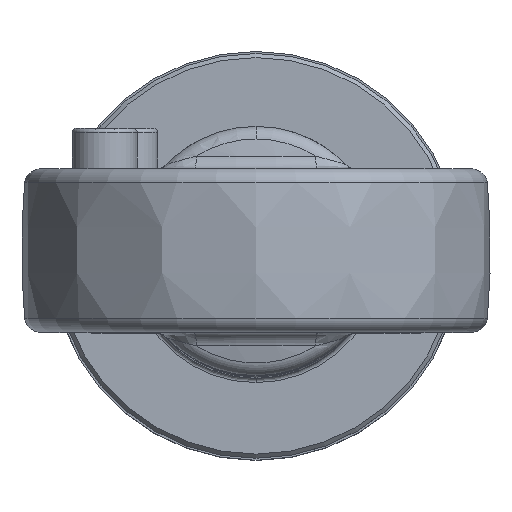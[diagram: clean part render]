
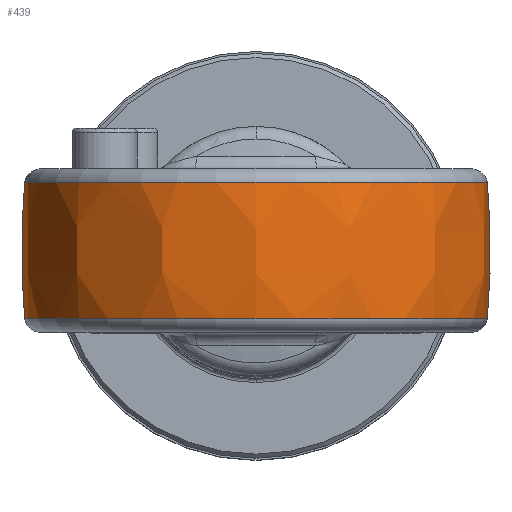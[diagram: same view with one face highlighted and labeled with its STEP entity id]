
A CAD part, top view. The second image highlights one B-rep face of the part: STEP entity #439.
In plain terms, the highlighted free-form (B-spline) face has degree [3, 3] with [4, 7] control points.
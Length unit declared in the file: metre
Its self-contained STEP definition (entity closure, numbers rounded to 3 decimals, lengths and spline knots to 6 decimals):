
#439 = ADVANCED_FACE( 'NONE', ( #1096 ), #1097, .T. );
#1096 = FACE_OUTER_BOUND( '', #2218, .T. );
#1097 = ( BOUNDED_SURFACE(  )B_SPLINE_SURFACE( 3, 3, ( ( #2221, #2222, #2223, #2224, #2225, #2226, #2227 ), ( #2228, #2229, #2230, #2231, #2232, #2233, #2234 ), ( #2235, #2236, #2237, #2238, #2239, #2240, #2241 ), ( #2242, #2243, #2244, #2245, #2246, #2247, #2248 ) ), .UNSPECIFIED., .F., .F., .F. )B_SPLINE_SURFACE_WITH_KNOTS( ( 4, 4 ), ( 4, 3, 4 ), ( 2.99673, 6.428048 ), ( -0.167448, 0., 0.167448 ), .UNSPECIFIED. )GEOMETRIC_REPRESENTATION_ITEM(  )RATIONAL_B_SPLINE_SURFACE( ( ( 1., 0.769, 0.769, 1., 0.769, 0.769, 1. ), ( 0.991, 0.762, 0.762, 0.991, 0.762, 0.762, 0.991 ), ( 0.991, 0.762, 0.762, 0.991, 0.762, 0.762, 0.991 ), ( 1., 0.769, 0.769, 1., 0.769, 0.769, 1. ) ) )REPRESENTATION_ITEM( '' )SURFACE(  ) );
#2218 = EDGE_LOOP( '', ( #3782, #3783, #3784, #3785, #3786, #3787, #3788, #3789 ) );
#2221 = CARTESIAN_POINT( '', ( -0.011202, 0.003333, -0.001634 ) );
#2222 = CARTESIAN_POINT( '', ( -0.012273, 0.003333, 0.005708 ) );
#2223 = CARTESIAN_POINT( '', ( -0.00742, 0.003333, 0.01132 ) );
#2224 = CARTESIAN_POINT( '', ( 0., 0.003333, 0.01132 ) );
#2225 = CARTESIAN_POINT( '', ( 0.00742, 0.003333, 0.01132 ) );
#2226 = CARTESIAN_POINT( '', ( 0.012273, 0.003333, 0.005708 ) );
#2227 = CARTESIAN_POINT( '', ( 0.011202, 0.003333, -0.001634 ) );
#2228 = CARTESIAN_POINT( '', ( -0.011572, 0.001122, -0.001688 ) );
#2229 = CARTESIAN_POINT( '', ( -0.012678, 0.001122, 0.005896 ) );
#2230 = CARTESIAN_POINT( '', ( -0.007665, 0.001122, 0.011694 ) );
#2231 = CARTESIAN_POINT( '', ( 0., 0.001122, 0.011694 ) );
#2232 = CARTESIAN_POINT( '', ( 0.007665, 0.001122, 0.011694 ) );
#2233 = CARTESIAN_POINT( '', ( 0.012678, 0.001122, 0.005896 ) );
#2234 = CARTESIAN_POINT( '', ( 0.011572, 0.001122, -0.001688 ) );
#2235 = CARTESIAN_POINT( '', ( -0.011572, -0.001122, -0.001688 ) );
#2236 = CARTESIAN_POINT( '', ( -0.012678, -0.001122, 0.005896 ) );
#2237 = CARTESIAN_POINT( '', ( -0.007665, -0.001122, 0.011694 ) );
#2238 = CARTESIAN_POINT( '', ( 0., -0.001122, 0.011694 ) );
#2239 = CARTESIAN_POINT( '', ( 0.007665, -0.001122, 0.011694 ) );
#2240 = CARTESIAN_POINT( '', ( 0.012678, -0.001122, 0.005896 ) );
#2241 = CARTESIAN_POINT( '', ( 0.011572, -0.001122, -0.001688 ) );
#2242 = CARTESIAN_POINT( '', ( -0.011202, -0.003333, -0.001634 ) );
#2243 = CARTESIAN_POINT( '', ( -0.012273, -0.003333, 0.005708 ) );
#2244 = CARTESIAN_POINT( '', ( -0.00742, -0.003333, 0.01132 ) );
#2245 = CARTESIAN_POINT( '', ( 0., -0.003333, 0.01132 ) );
#2246 = CARTESIAN_POINT( '', ( 0.00742, -0.003333, 0.01132 ) );
#2247 = CARTESIAN_POINT( '', ( 0.012273, -0.003333, 0.005708 ) );
#2248 = CARTESIAN_POINT( '', ( 0.011202, -0.003333, -0.001634 ) );
#3782 = ORIENTED_EDGE( '', *, *, #5715, .T. );
#3783 = ORIENTED_EDGE( '', *, *, #5716, .T. );
#3784 = ORIENTED_EDGE( '', *, *, #5717, .T. );
#3785 = ORIENTED_EDGE( '', *, *, #5686, .T. );
#3786 = ORIENTED_EDGE( '', *, *, #5718, .T. );
#3787 = ORIENTED_EDGE( '', *, *, #5719, .T. );
#3788 = ORIENTED_EDGE( '', *, *, #5720, .T. );
#3789 = ORIENTED_EDGE( '', *, *, #5721, .T. );
#5686 = EDGE_CURVE( 'NONE', #6744, #6742, #6745, .T. );
#5715 = EDGE_CURVE( 'NONE', #6786, #6787, #6788, .T. );
#5716 = EDGE_CURVE( 'NONE', #6787, #6789, #6790, .T. );
#5717 = EDGE_CURVE( 'NONE', #6789, #6744, #6791, .T. );
#5718 = EDGE_CURVE( 'NONE', #6742, #6792, #6793, .T. );
#5719 = EDGE_CURVE( 'NONE', #6792, #6794, #6795, .T. );
#5720 = EDGE_CURVE( 'NONE', #6794, #6796, #6797, .T. );
#5721 = EDGE_CURVE( 'NONE', #6796, #6786, #6798, .T. );
#6742 = VERTEX_POINT( 'NONE', #8653 );
#6744 = VERTEX_POINT( 'NONE', #8655 );
#6745 = CIRCLE( '', #8656, 0.01132 );
#6786 = VERTEX_POINT( 'NONE', #8699 );
#6787 = VERTEX_POINT( 'NONE', #8700 );
#6788 = CIRCLE( '', #8701, 0.01132 );
#6789 = VERTEX_POINT( 'NONE', #8702 );
#6790 = CIRCLE( '', #8703, 0.01132 );
#6791 = CIRCLE( '', #8704, 0.02 );
#6792 = VERTEX_POINT( 'NONE', #8705 );
#6793 = CIRCLE( '', #8706, 0.01132 );
#6794 = VERTEX_POINT( 'NONE', #8707 );
#6795 = CIRCLE( '', #8708, 0.01132 );
#6796 = VERTEX_POINT( 'NONE', #8709 );
#6797 = CIRCLE( '', #8710, 0.02 );
#6798 = CIRCLE( '', #8711, 0.01132 );
#8653 = CARTESIAN_POINT( '', ( 0.01132, 0.003333, 0. ) );
#8655 = CARTESIAN_POINT( '', ( 0.011202, 0.003333, -0.001634 ) );
#8656 = AXIS2_PLACEMENT_3D( '', #10462, #10463, #10464 );
#8699 = CARTESIAN_POINT( '', ( -0.01132, -0.003333, 0. ) );
#8700 = CARTESIAN_POINT( '', ( 0.01132, -0.003333, 0. ) );
#8701 = AXIS2_PLACEMENT_3D( '', #10518, #10519, #10520 );
#8702 = CARTESIAN_POINT( '', ( 0.011202, -0.003333, -0.001634 ) );
#8703 = AXIS2_PLACEMENT_3D( '', #10521, #10522, #10523 );
#8704 = AXIS2_PLACEMENT_3D( '', #10524, #10525, #10526 );
#8705 = CARTESIAN_POINT( '', ( -0.01132, 0.003333, 0. ) );
#8706 = AXIS2_PLACEMENT_3D( '', #10527, #10528, #10529 );
#8707 = CARTESIAN_POINT( '', ( -0.011202, 0.003333, -0.001634 ) );
#8708 = AXIS2_PLACEMENT_3D( '', #10530, #10531, #10532 );
#8709 = CARTESIAN_POINT( '', ( -0.011202, -0.003333, -0.001634 ) );
#8710 = AXIS2_PLACEMENT_3D( '', #10533, #10534, #10535 );
#8711 = AXIS2_PLACEMENT_3D( '', #10536, #10537, #10538 );
#10462 = CARTESIAN_POINT( '', ( 0., 0.003333, 0. ) );
#10463 = DIRECTION( '', ( 0., -1., 0. ) );
#10464 = DIRECTION( '', ( 1., 0., 0. ) );
#10518 = CARTESIAN_POINT( '', ( 0., -0.003333, 0. ) );
#10519 = DIRECTION( '', ( 0., 1., 0. ) );
#10520 = DIRECTION( '', ( -1., 0., 0. ) );
#10521 = CARTESIAN_POINT( '', ( 0., -0.003333, 0. ) );
#10522 = DIRECTION( '', ( 0., 1., 0. ) );
#10523 = DIRECTION( '', ( -1., 0., 0. ) );
#10524 = CARTESIAN_POINT( '', ( -0.008312, 0., 0.001213 ) );
#10525 = DIRECTION( '', ( 0.144, 0., 0.99 ) );
#10526 = DIRECTION( '', ( -0.99, 0., 0.144 ) );
#10527 = CARTESIAN_POINT( '', ( 0., 0.003333, 0. ) );
#10528 = DIRECTION( '', ( 0., -1., 0. ) );
#10529 = DIRECTION( '', ( 1., 0., 0. ) );
#10530 = CARTESIAN_POINT( '', ( 0., 0.003333, 0. ) );
#10531 = DIRECTION( '', ( 0., -1., 0. ) );
#10532 = DIRECTION( '', ( 1., 0., 0. ) );
#10533 = CARTESIAN_POINT( '', ( 0.008312, 0., 0.001213 ) );
#10534 = DIRECTION( '', ( -0.144, 0., 0.99 ) );
#10535 = DIRECTION( '', ( -0.99, 0., -0.144 ) );
#10536 = CARTESIAN_POINT( '', ( 0., -0.003333, 0. ) );
#10537 = DIRECTION( '', ( 0., 1., 0. ) );
#10538 = DIRECTION( '', ( -1., 0., 0. ) );
